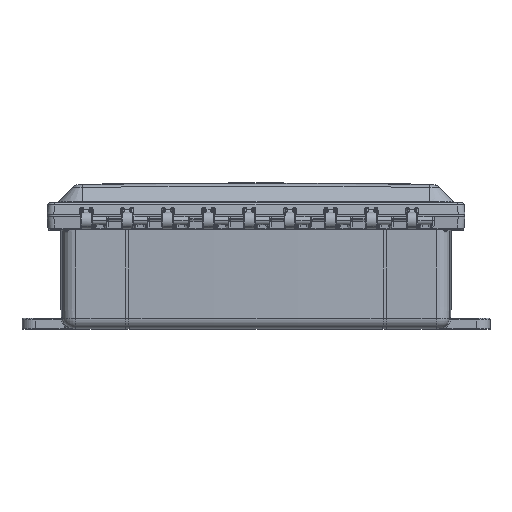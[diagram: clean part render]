
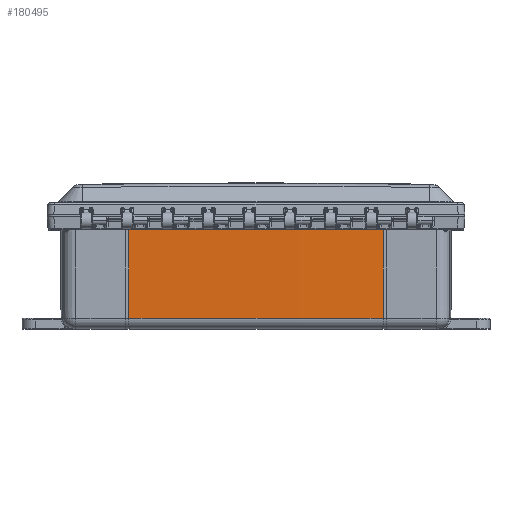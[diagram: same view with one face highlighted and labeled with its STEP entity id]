
A CAD part, top view. The second image highlights one B-rep face of the part: STEP entity #180495.
In plain terms, the highlighted conical face has half-angle 0.25 degrees and reference radius 4585.27 mm.
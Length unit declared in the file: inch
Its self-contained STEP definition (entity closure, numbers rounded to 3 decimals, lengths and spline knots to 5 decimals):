
#23608 = DIRECTION ( 'NONE',  ( 0., -1., -0.004 ) ) ;
#32534 = DIRECTION ( 'NONE',  ( 0., -1., 0. ) ) ;
#40398 = CARTESIAN_POINT ( 'NONE',  ( 4.68555, -0.20472, 6.14079 ) ) ;
#40749 = CARTESIAN_POINT ( 'NONE',  ( -4.68555, -0.20472, 6.14079 ) ) ;
#50177 = FACE_OUTER_BOUND ( 'NONE', #82790, .T. ) ;
#53519 = DIRECTION ( 'NONE',  ( 1., 0., 0. ) ) ;
#53557 = LINE ( 'NONE', #123085, #180228 ) ;
#61639 = ORIENTED_EDGE ( 'NONE', *, *, #203325, .T. ) ;
#71304 = CARTESIAN_POINT ( 'NONE',  ( -4.68555, -0.20472, 6.14079 ) ) ;
#72662 = LINE ( 'NONE', #40749, #217389 ) ;
#75318 = DIRECTION ( 'NONE',  ( 0.026, 0., 1. ) ) ;
#79041 = EDGE_CURVE ( 'NONE', #104460, #130734, #88875, .T. ) ;
#82790 = EDGE_LOOP ( 'NONE', ( #92362, #197941, #61639, #193897 ) ) ;
#88875 = CIRCLE ( 'NONE', #118044, 180.51488 ) ;
#92362 = ORIENTED_EDGE ( 'NONE', *, *, #79041, .F. ) ;
#96140 = AXIS2_PLACEMENT_3D ( 'NONE', #157334, #209810, #53519 ) ;
#100958 = DIRECTION ( 'NONE',  ( 0.026, 0., 1. ) ) ;
#104460 = VERTEX_POINT ( 'NONE', #121523 ) ;
#118044 = AXIS2_PLACEMENT_3D ( 'NONE', #147172, #216776, #75318 ) ;
#121523 = CARTESIAN_POINT ( 'NONE',  ( 4.68514, -3.7517, 6.12532 ) ) ;
#121973 = DIRECTION ( 'NONE',  ( 0., -1., -0.004 ) ) ;
#123085 = CARTESIAN_POINT ( 'NONE',  ( 4.68555, -0.20472, 6.14079 ) ) ;
#128441 = AXIS2_PLACEMENT_3D ( 'NONE', #185454, #32534, #100958 ) ;
#130734 = VERTEX_POINT ( 'NONE', #146147 ) ;
#145374 = EDGE_CURVE ( 'NONE', #162227, #130734, #72662, .T. ) ;
#146147 = CARTESIAN_POINT ( 'NONE',  ( -4.68514, -3.7517, 6.12532 ) ) ;
#147172 = CARTESIAN_POINT ( 'NONE',  ( 0., -3.7517, -174.32875 ) ) ;
#150898 = CONICAL_SURFACE ( 'NONE', #96140, 180.52262, 0.004 ) ;
#157334 = CARTESIAN_POINT ( 'NONE',  ( 0., -1.97821, -174.32875 ) ) ;
#162227 = VERTEX_POINT ( 'NONE', #71304 ) ;
#180228 = VECTOR ( 'NONE', #121973, 39.37008 ) ;
#180495 = ADVANCED_FACE ( 'NONE', ( #50177 ), #150898, .T. ) ;
#181200 = EDGE_CURVE ( 'NONE', #209949, #104460, #53557, .T. ) ;
#185454 = CARTESIAN_POINT ( 'NONE',  ( 0., -0.20472, -174.32875 ) ) ;
#193897 = ORIENTED_EDGE ( 'NONE', *, *, #145374, .T. ) ;
#197941 = ORIENTED_EDGE ( 'NONE', *, *, #181200, .F. ) ;
#203325 = EDGE_CURVE ( 'NONE', #209949, #162227, #205056, .T. ) ;
#205056 = CIRCLE ( 'NONE', #128441, 180.53036 ) ;
#209810 = DIRECTION ( 'NONE',  ( 0., 1., 0. ) ) ;
#209949 = VERTEX_POINT ( 'NONE', #40398 ) ;
#216776 = DIRECTION ( 'NONE',  ( 0., -1., 0. ) ) ;
#217389 = VECTOR ( 'NONE', #23608, 39.37008 ) ;
